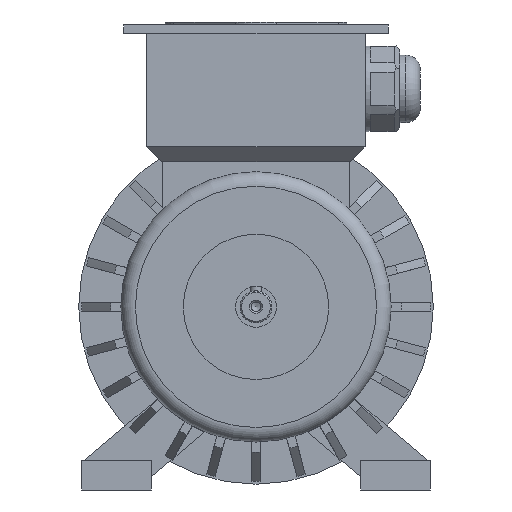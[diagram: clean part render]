
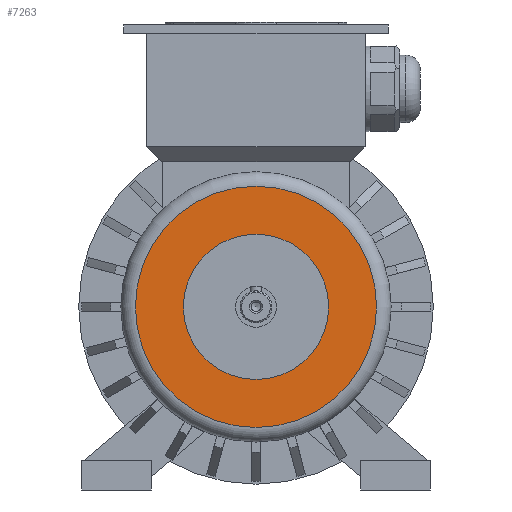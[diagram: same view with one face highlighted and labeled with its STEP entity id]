
A CAD part, front view. The second image highlights one B-rep face of the part: STEP entity #7263.
In plain terms, the highlighted planar face has unit normal (0, -1, 0).
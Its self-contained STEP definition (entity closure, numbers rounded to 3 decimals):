
#304=CIRCLE('',#7701,41.5);
#305=CIRCLE('',#7702,25.);
#1072=ORIENTED_EDGE('',*,*,#2471,.T.);
#1073=ORIENTED_EDGE('',*,*,#2472,.T.);
#2471=EDGE_CURVE('',#3113,#3113,#304,.F.);
#2472=EDGE_CURVE('',#3114,#3114,#305,.T.);
#3113=VERTEX_POINT('',#10653);
#3114=VERTEX_POINT('',#10655);
#4366=EDGE_LOOP('',(#1072));
#4367=EDGE_LOOP('',(#1073));
#4701=FACE_BOUND('',#4366,.T.);
#4702=FACE_BOUND('',#4367,.T.);
#5007=PLANE('',#7700);
#7263=ADVANCED_FACE('',(#4701,#4702),#5007,.F.);
#7700=AXIS2_PLACEMENT_3D('',#10651,#8825,#8826);
#7701=AXIS2_PLACEMENT_3D('',#10652,#8827,#8828);
#7702=AXIS2_PLACEMENT_3D('',#10654,#8829,#8830);
#8825=DIRECTION('',(0.,1.,0.));
#8826=DIRECTION('',(0.,0.,1.));
#8827=DIRECTION('',(0.,1.,0.));
#8828=DIRECTION('',(0.,0.,1.));
#8829=DIRECTION('',(0.,1.,0.));
#8830=DIRECTION('',(1.,0.,0.));
#10651=CARTESIAN_POINT('',(0.,-15.,0.));
#10652=CARTESIAN_POINT('',(0.,-15.,0.));
#10653=CARTESIAN_POINT('',(0.,-15.,41.5));
#10654=CARTESIAN_POINT('',(0.,-15.,0.));
#10655=CARTESIAN_POINT('',(25.,-15.,0.));
